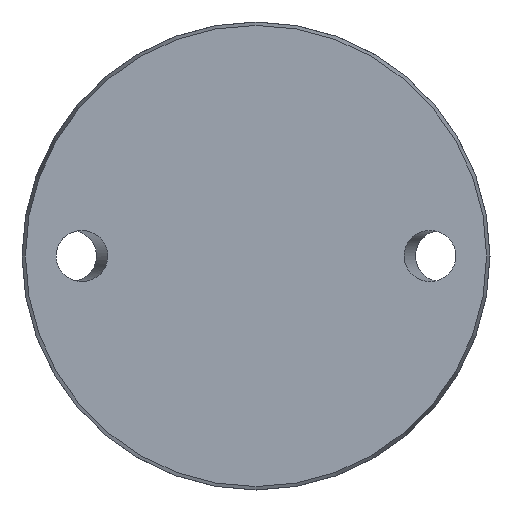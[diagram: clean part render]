
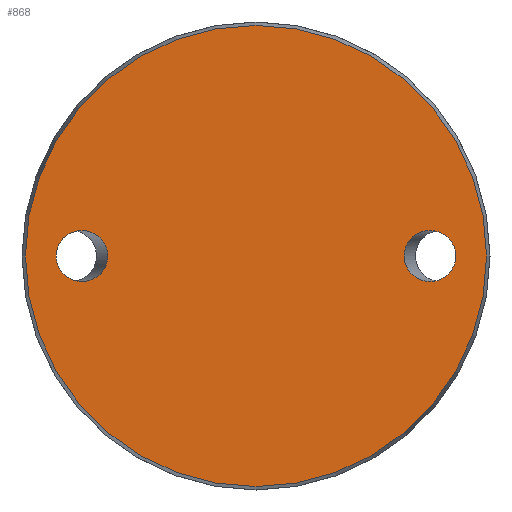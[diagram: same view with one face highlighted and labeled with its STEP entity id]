
A CAD part, front view. The second image highlights one B-rep face of the part: STEP entity #868.
In plain terms, the highlighted planar face has unit normal (0, -1, 0).
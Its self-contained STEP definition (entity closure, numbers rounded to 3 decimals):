
#20 =( BOUNDED_CURVE ( )  B_SPLINE_CURVE ( 3, ( #812, #505, #969, #823, #435, #267, #974 ),
 .UNSPECIFIED., .T., .T. ) 
 B_SPLINE_CURVE_WITH_KNOTS ( ( 4, 3, 4 ),
 ( 0., 3.142, 6.283 ),
 .UNSPECIFIED. ) 
 CURVE ( )  GEOMETRIC_REPRESENTATION_ITEM ( )  RATIONAL_B_SPLINE_CURVE ( ( 1., 0.333, 0.333, 1., 0.333, 0.333, 1. ) ) 
 REPRESENTATION_ITEM ( '' )  );
#32 = DIRECTION ( 'NONE',  ( 0., -1., 0. ) ) ;
#61 = DIRECTION ( 'NONE',  ( 0., 0., 1. ) ) ;
#67 = AXIS2_PLACEMENT_3D ( 'NONE', #830, #432, #61 ) ;
#115 = CIRCLE ( 'NONE', #992, 38.425 ) ;
#186 = CARTESIAN_POINT ( 'NONE',  ( 24.691, 0., 0. ) ) ;
#205 = EDGE_CURVE ( 'NONE', #881, #881, #20, .T. ) ;
#222 = CARTESIAN_POINT ( 'NONE',  ( 0., 0., -38.425 ) ) ;
#267 = CARTESIAN_POINT ( 'NONE',  ( -33.309, 0., -8.5 ) ) ;
#284 = FACE_BOUND ( 'NONE', #901, .T. ) ;
#291 = EDGE_LOOP ( 'NONE', ( #745 ) ) ;
#297 = EDGE_CURVE ( 'NONE', #988, #988, #670, .T. ) ;
#319 = CARTESIAN_POINT ( 'NONE',  ( 24.691, 0., 8.5 ) ) ;
#412 = DIRECTION ( 'NONE',  ( 0., 0., -1. ) ) ;
#432 = DIRECTION ( 'NONE',  ( 0., 1., 0. ) ) ;
#435 = CARTESIAN_POINT ( 'NONE',  ( -24.691, 0., -8.5 ) ) ;
#489 = CARTESIAN_POINT ( 'NONE',  ( 24.691, 0., -8.5 ) ) ;
#498 = CARTESIAN_POINT ( 'NONE',  ( -33.309, 0., 0. ) ) ;
#505 = CARTESIAN_POINT ( 'NONE',  ( -33.309, 0., 8.5 ) ) ;
#516 = EDGE_CURVE ( 'NONE', #916, #916, #115, .T. ) ;
#535 = EDGE_LOOP ( 'NONE', ( #686 ) ) ;
#536 = CARTESIAN_POINT ( 'NONE',  ( 24.691, 0., 0. ) ) ;
#538 = CARTESIAN_POINT ( 'NONE',  ( 33.309, 0., -8.5 ) ) ;
#670 =( BOUNDED_CURVE ( )  B_SPLINE_CURVE ( 3, ( #186, #489, #538, #926, #703, #319, #934 ),
 .UNSPECIFIED., .T., .F. ) 
 B_SPLINE_CURVE_WITH_KNOTS ( ( 4, 3, 4 ),
 ( 0., 3.142, 6.283 ),
 .UNSPECIFIED. ) 
 CURVE ( )  GEOMETRIC_REPRESENTATION_ITEM ( )  RATIONAL_B_SPLINE_CURVE ( ( 1., 0.333, 0.333, 1., 0.333, 0.333, 1. ) ) 
 REPRESENTATION_ITEM ( '' )  );
#686 = ORIENTED_EDGE ( 'NONE', *, *, #516, .T. ) ;
#703 = CARTESIAN_POINT ( 'NONE',  ( 33.309, 0., 8.5 ) ) ;
#745 = ORIENTED_EDGE ( 'NONE', *, *, #297, .F. ) ;
#791 = CARTESIAN_POINT ( 'NONE',  ( 0., 0., 0. ) ) ;
#812 = CARTESIAN_POINT ( 'NONE',  ( -33.309, 0., 0. ) ) ;
#823 = CARTESIAN_POINT ( 'NONE',  ( -24.691, 0., 0. ) ) ;
#830 = CARTESIAN_POINT ( 'NONE',  ( -38.425, 0., 0. ) ) ;
#868 = ADVANCED_FACE ( 'NONE', ( #284, #962, #976 ), #890, .F. ) ;
#871 = ORIENTED_EDGE ( 'NONE', *, *, #205, .T. ) ;
#881 = VERTEX_POINT ( 'NONE', #498 ) ;
#890 = PLANE ( 'NONE',  #67 ) ;
#901 = EDGE_LOOP ( 'NONE', ( #871 ) ) ;
#916 = VERTEX_POINT ( 'NONE', #222 ) ;
#926 = CARTESIAN_POINT ( 'NONE',  ( 33.309, 0., 0. ) ) ;
#934 = CARTESIAN_POINT ( 'NONE',  ( 24.691, 0., 0. ) ) ;
#962 = FACE_BOUND ( 'NONE', #291, .T. ) ;
#969 = CARTESIAN_POINT ( 'NONE',  ( -24.691, 0., 8.5 ) ) ;
#974 = CARTESIAN_POINT ( 'NONE',  ( -33.309, 0., 0. ) ) ;
#976 = FACE_OUTER_BOUND ( 'NONE', #535, .T. ) ;
#988 = VERTEX_POINT ( 'NONE', #536 ) ;
#992 = AXIS2_PLACEMENT_3D ( 'NONE', #791, #32, #412 ) ;
